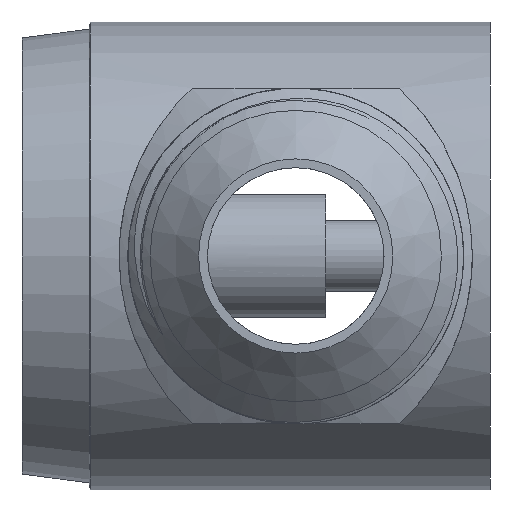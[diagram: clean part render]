
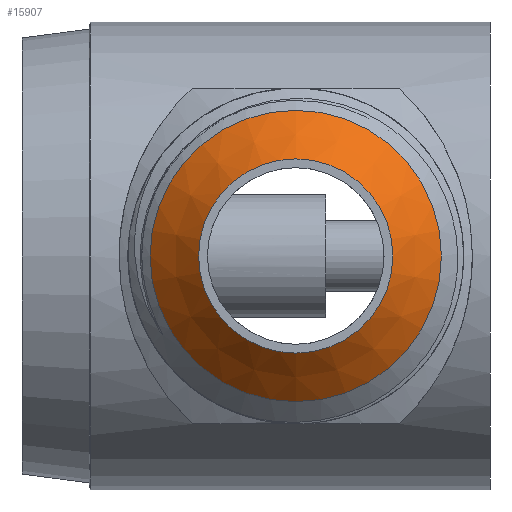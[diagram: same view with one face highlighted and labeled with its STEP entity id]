
A CAD part, left-side view. The second image highlights one B-rep face of the part: STEP entity #15907.
In plain terms, the highlighted conical face has half-angle 45 degrees and reference radius 5.5 mm.
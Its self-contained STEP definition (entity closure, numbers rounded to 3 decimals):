
#369=CONICAL_SURFACE('',#16800,5.5,0.785);
#1651=FACE_OUTER_BOUND('',#2493,.T.);
#2493=EDGE_LOOP('',(#10464,#10465,#10466,#10467,#10468,#10469));
#3398=LINE('',#21087,#4898);
#4898=VECTOR('',#17458,5.5);
#6397=CIRCLE('',#16796,8.25);
#6398=CIRCLE('',#16797,8.25);
#6401=CIRCLE('',#16801,5.5);
#6402=CIRCLE('',#16802,5.5);
#6524=VERTEX_POINT('',#21076);
#6525=VERTEX_POINT('',#21077);
#6528=VERTEX_POINT('',#21086);
#6529=VERTEX_POINT('',#21088);
#8100=EDGE_CURVE('',#6524,#6525,#6397,.T.);
#8101=EDGE_CURVE('',#6525,#6524,#6398,.T.);
#8105=EDGE_CURVE('',#6524,#6528,#3398,.T.);
#8106=EDGE_CURVE('',#6529,#6528,#6401,.T.);
#8107=EDGE_CURVE('',#6528,#6529,#6402,.T.);
#10464=ORIENTED_EDGE('',*,*,#8100,.T.);
#10465=ORIENTED_EDGE('',*,*,#8101,.T.);
#10466=ORIENTED_EDGE('',*,*,#8105,.T.);
#10467=ORIENTED_EDGE('',*,*,#8106,.F.);
#10468=ORIENTED_EDGE('',*,*,#8107,.F.);
#10469=ORIENTED_EDGE('',*,*,#8105,.F.);
#15907=ADVANCED_FACE('',(#1651),#369,.T.);
#16796=AXIS2_PLACEMENT_3D('',#21078,#17447,#17448);
#16797=AXIS2_PLACEMENT_3D('',#21079,#17449,#17450);
#16800=AXIS2_PLACEMENT_3D('',#21085,#17456,#17457);
#16801=AXIS2_PLACEMENT_3D('',#21089,#17459,#17460);
#16802=AXIS2_PLACEMENT_3D('',#21090,#17461,#17462);
#17447=DIRECTION('center_axis',(-1.,0.,0.));
#17448=DIRECTION('ref_axis',(0.,0.,1.));
#17449=DIRECTION('center_axis',(-1.,0.,0.));
#17450=DIRECTION('ref_axis',(0.,0.,1.));
#17456=DIRECTION('center_axis',(1.,0.,0.));
#17457=DIRECTION('ref_axis',(0.,0.,-1.));
#17458=DIRECTION('',(-0.707,0.,-0.707));
#17459=DIRECTION('center_axis',(-1.,0.,0.));
#17460=DIRECTION('ref_axis',(0.,0.,1.));
#17461=DIRECTION('center_axis',(-1.,0.,0.));
#17462=DIRECTION('ref_axis',(0.,0.,1.));
#21076=CARTESIAN_POINT('',(-59.622,30.988,51.172));
#21077=CARTESIAN_POINT('',(-59.622,30.988,34.672));
#21078=CARTESIAN_POINT('Origin',(-59.622,30.988,42.922));
#21079=CARTESIAN_POINT('Origin',(-59.622,30.988,42.922));
#21085=CARTESIAN_POINT('Origin',(-62.372,30.988,42.922));
#21086=CARTESIAN_POINT('',(-62.372,30.988,48.422));
#21087=CARTESIAN_POINT('',(-62.372,30.988,48.422));
#21088=CARTESIAN_POINT('',(-62.372,30.988,37.422));
#21089=CARTESIAN_POINT('Origin',(-62.372,30.988,42.922));
#21090=CARTESIAN_POINT('Origin',(-62.372,30.988,42.922));
